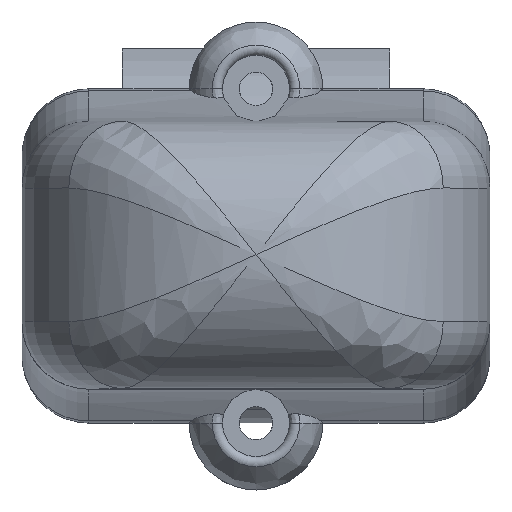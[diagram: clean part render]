
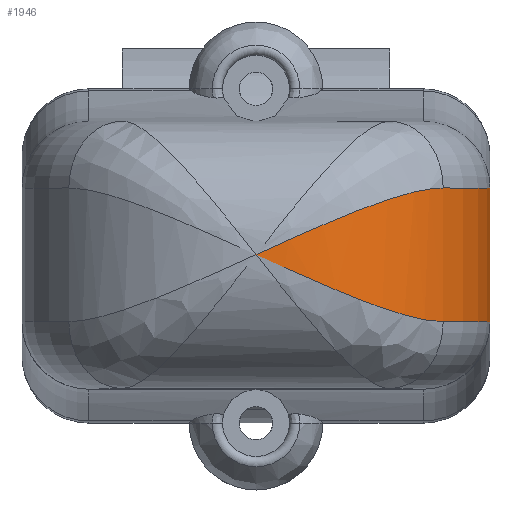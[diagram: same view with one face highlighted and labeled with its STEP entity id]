
A CAD part, top view. The second image highlights one B-rep face of the part: STEP entity #1946.
In plain terms, the highlighted cylindrical face has radius 7 mm (diameter 14 mm), a partial arc.
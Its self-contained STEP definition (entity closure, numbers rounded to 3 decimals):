
#198=FACE_OUTER_BOUND('',#319,.T.);
#319=EDGE_LOOP('',(#1743,#1744,#1745,#1746,#1747));
#395=B_SPLINE_CURVE_WITH_KNOTS('',3,(#4005,#4006,#4007,#4008,#4009,#4010,
#4011,#4012,#4013,#4014),.UNSPECIFIED.,.F.,.F.,(4,1,1,1,1,2,4),(-0.509,
-0.407,-0.305,-0.203,-0.102,
0.,0.001),.UNSPECIFIED.);
#398=B_SPLINE_CURVE_WITH_KNOTS('',3,(#4097,#4098,#4099,#4100,#4101,#4102,
#4103,#4104,#4105,#4106,#4107,#4108),.UNSPECIFIED.,.F.,.F.,(4,2,1,1,1,1,
1,1,4),(-0.51,-0.509,-0.407,-0.305,
-0.254,-0.203,-0.153,-0.102,
0.),.UNSPECIFIED.);
#498=LINE('',#4435,#588);
#588=VECTOR('',#2720,10.);
#667=CIRCLE('',#2101,7.);
#675=CIRCLE('',#2112,7.);
#852=VERTEX_POINT('',#3926);
#855=VERTEX_POINT('',#3931);
#859=VERTEX_POINT('',#3943);
#861=VERTEX_POINT('',#3949);
#863=VERTEX_POINT('',#4004);
#1098=EDGE_CURVE('',#855,#852,#667,.T.);
#1108=EDGE_CURVE('',#859,#861,#675,.T.);
#1109=EDGE_CURVE('',#861,#863,#395,.T.);
#1112=EDGE_CURVE('',#863,#855,#398,.T.);
#1184=EDGE_CURVE('',#852,#859,#498,.T.);
#1743=ORIENTED_EDGE('',*,*,#1108,.F.);
#1744=ORIENTED_EDGE('',*,*,#1184,.F.);
#1745=ORIENTED_EDGE('',*,*,#1098,.F.);
#1746=ORIENTED_EDGE('',*,*,#1112,.F.);
#1747=ORIENTED_EDGE('',*,*,#1109,.F.);
#1831=CYLINDRICAL_SURFACE('',#2186,7.);
#1946=ADVANCED_FACE('',(#198),#1831,.T.);
#2101=AXIS2_PLACEMENT_3D('',#3933,#2520,#2521);
#2112=AXIS2_PLACEMENT_3D('',#3953,#2544,#2545);
#2186=AXIS2_PLACEMENT_3D('',#4434,#2718,#2719);
#2520=DIRECTION('center_axis',(0.,1.,0.));
#2521=DIRECTION('ref_axis',(0.976,0.,0.22));
#2544=DIRECTION('center_axis',(0.,-1.,0.));
#2545=DIRECTION('ref_axis',(0.976,0.,0.22));
#2718=DIRECTION('center_axis',(0.,-1.,0.));
#2719=DIRECTION('ref_axis',(-1.,0.,0.));
#2720=DIRECTION('',(0.,-1.,0.));
#3926=CARTESIAN_POINT('',(7.,2.,22.4));
#3931=CARTESIAN_POINT('',(5.6,2.,26.6));
#3933=CARTESIAN_POINT('Origin',(0.,2.,22.4));
#3943=CARTESIAN_POINT('',(7.,-2.,22.4));
#3949=CARTESIAN_POINT('',(5.6,-2.,26.6));
#3953=CARTESIAN_POINT('Origin',(0.,-2.,22.4));
#4004=CARTESIAN_POINT('',(0.,0.,29.4));
#4005=CARTESIAN_POINT('Ctrl Pts',(5.6,-2.,26.6));
#4006=CARTESIAN_POINT('Ctrl Pts',(5.315,-2.,26.98));
#4007=CARTESIAN_POINT('Ctrl Pts',(4.668,-1.89,27.678));
#4008=CARTESIAN_POINT('Ctrl Pts',(3.571,-1.533,28.468));
#4009=CARTESIAN_POINT('Ctrl Pts',(2.411,-1.07,29.011));
#4010=CARTESIAN_POINT('Ctrl Pts',(1.22,-0.551,29.329));
#4011=CARTESIAN_POINT('Ctrl Pts',(0.413,-0.187,29.399));
#4012=CARTESIAN_POINT('Ctrl Pts',(0.008,-0.004,
29.4));
#4013=CARTESIAN_POINT('Ctrl Pts',(0.004,-0.002,
29.4));
#4014=CARTESIAN_POINT('Ctrl Pts',(0.,0.,
29.4));
#4097=CARTESIAN_POINT('Ctrl Pts',(0.,0.,
29.4));
#4098=CARTESIAN_POINT('Ctrl Pts',(0.004,0.002,
29.4));
#4099=CARTESIAN_POINT('Ctrl Pts',(0.008,0.004,
29.4));
#4100=CARTESIAN_POINT('Ctrl Pts',(0.413,0.187,29.399));
#4101=CARTESIAN_POINT('Ctrl Pts',(1.22,0.551,29.328));
#4102=CARTESIAN_POINT('Ctrl Pts',(2.212,0.984,29.064));
#4103=CARTESIAN_POINT('Ctrl Pts',(2.992,1.302,28.739));
#4104=CARTESIAN_POINT('Ctrl Pts',(3.565,1.521,28.436));
#4105=CARTESIAN_POINT('Ctrl Pts',(4.118,1.711,28.073));
#4106=CARTESIAN_POINT('Ctrl Pts',(4.831,1.918,27.502));
#4107=CARTESIAN_POINT('Ctrl Pts',(5.315,2.,26.98));
#4108=CARTESIAN_POINT('Ctrl Pts',(5.6,2.,26.6));
#4434=CARTESIAN_POINT('Origin',(0.,0.,22.4));
#4435=CARTESIAN_POINT('',(7.,0.,22.4));
